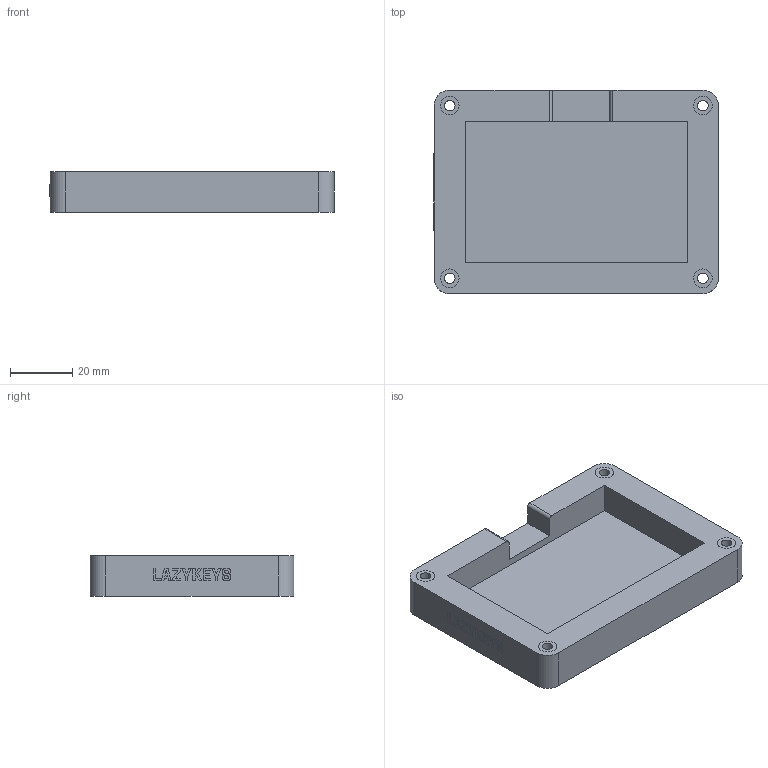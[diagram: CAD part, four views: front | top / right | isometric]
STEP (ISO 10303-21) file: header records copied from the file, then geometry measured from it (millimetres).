
FILE_DESCRIPTION(/* description */ ('STEP AP242','CAx-IF Rec.Pracs.---Representation and Presentation of Product Manufacturing Information (PMI)---4.0---2014-10-13','CAx-IF Rec.Pracs.---3D Tessellated Geometry---0.4---2014-09-14','2;1'),/* implementation_level */ '2;1');
FILE_NAME(/* name */ '682bc054f161bd5e326f2faf',/* time_stamp */ '2025-05-19T23:35:48Z',/* author */ (''),/* organization */ (''),/* preprocessor_version */ 'ST-DEVELOPER v20',/* originating_system */ 'ONSHAPE BY PTC INC, 1.198',/* authorisation */ ' ');
FILE_SCHEMA (('AP242_MANAGED_MODEL_BASED_3D_ENGINEERING_MIM_LF { 1 0 10303 442 1 1 4 }'));
Length unit declared in the file: metre
Products named in the file (6): Assembly 2; Part 3; Part 5; Part 2; Part 4; Part 1
Assembly tree (5 placements, depth 2):
  Assembly 2
    Part 3
    Part 5
    Part 2
    Part 4
    Part 1
Bounding box: 91.7 x 65.6 x 13 mm (x, y, z)
Volume: 43055.6 mm3; surface area: 20243.5 mm2
Topology: 5 solids, 5 shells, 229 faces, 630 edges, 420 vertices
Faces by surface type: plane 120, bspline 76, cylinder 33
Full cylindrical faces by diameter (mm): 3.4 x4, 6 x8
Entity records: 7615 total; most frequent: CARTESIAN_POINT 2109, ORIENTED_EDGE 1236, DIRECTION 850, EDGE_CURVE 618, VERTEX_POINT 420, LINE 400, VECTOR 400, EDGE_LOOP 266
